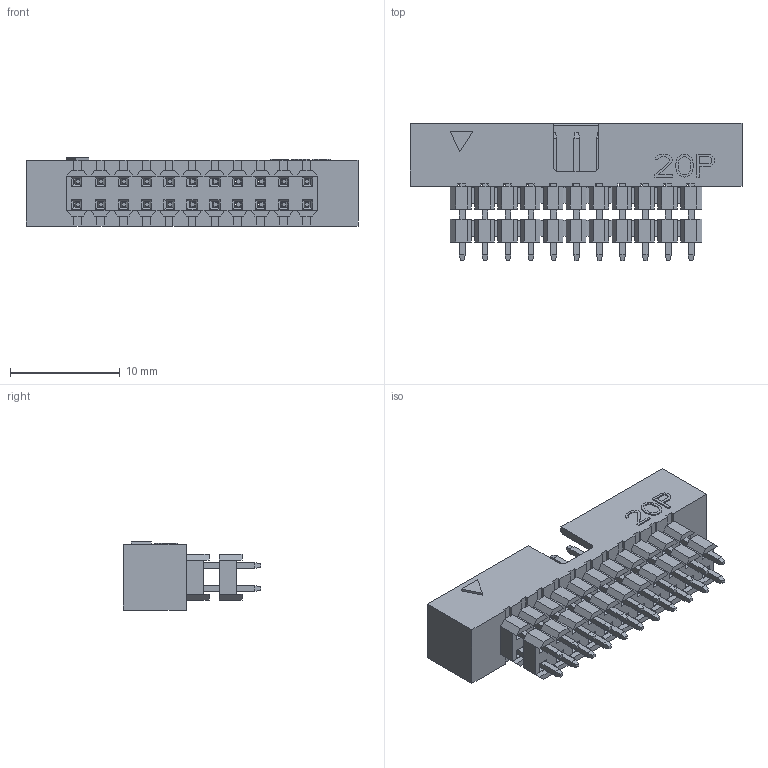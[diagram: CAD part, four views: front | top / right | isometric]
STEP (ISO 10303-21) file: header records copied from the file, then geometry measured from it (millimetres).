
FILE_DESCRIPTION( ('This file contains a STEP AP42 implementation' ,'as created by ZW3D STEP Interface translator.') ,'2;1' );
FILE_NAME( '3111-XXSXXBD00XX.stp' ,'2312 5.104448', (''), ('ZWCAD Software Co.'), 'Version 1.0', 'ZW3D to STEP translator', '' );
FILE_SCHEMA(('AUTOMOTIVE_DESIGN { 1 0 10303 214 1 1 1 1 }'));
Length unit declared in the file: millimetre
Products named in the file (2): 0; 3111002
Bounding box: 30.32 x 12.55 x 6.22 mm (x, y, z)
Volume: 767.5 mm3; surface area: 2057.8 mm2
Topology: 1 solids, 1 shells, 1508 faces, 4210 edges, 2560 vertices
Faces by surface type: plane 1506, cylinder 2
Entity records: 48436 total; most frequent: ORIENTED_EDGE 8420, CARTESIAN_POINT 8279, DIRECTION 7232, EDGE_CURVE 4210, VECTOR 4206, LINE 4206, VERTEX_POINT 2560, EDGE_LOOP 1624
